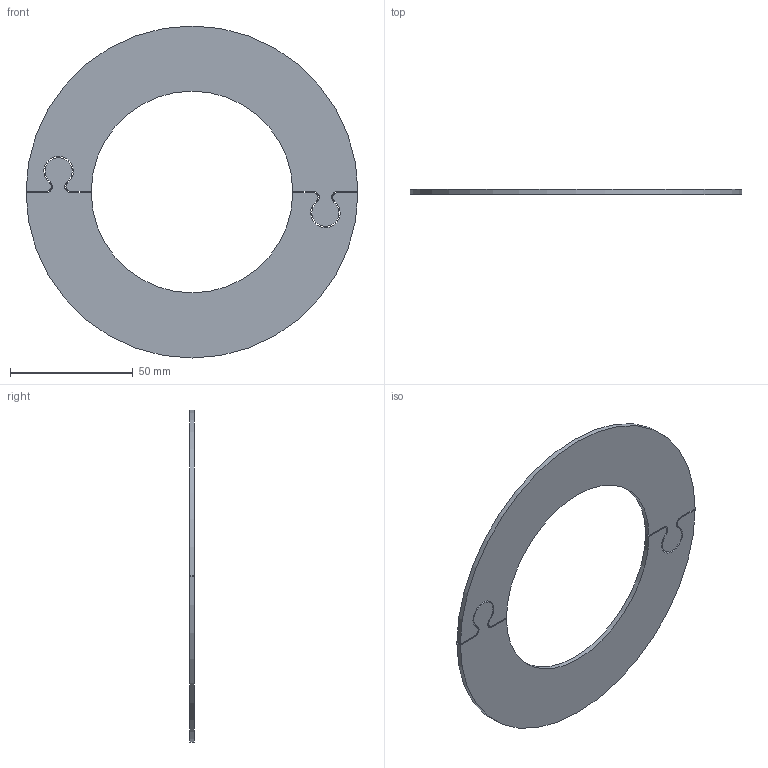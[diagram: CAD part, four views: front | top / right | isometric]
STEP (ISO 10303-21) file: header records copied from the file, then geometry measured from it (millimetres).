
FILE_DESCRIPTION (( 'STEP AP214' ), '1' );
FILE_NAME ('6290290.stp', '2016-06-29T09:46:55', ( '' ), ( '' ), 'SwSTEP 2.0', 'SolidWorks 2014', '' );
FILE_SCHEMA (( 'AUTOMOTIVE_DESIGN' ));
Length unit declared in the file: millimetre
Products named in the file (2): 6290290; 010322T1_Standard
Assembly tree (2 placements, depth 2):
  6290290
    010322T1_Standard  x2
Bounding box: 135 x 2 x 135 mm (x, y, z)
Volume: 17953.8 mm3; surface area: 19761 mm2
Topology: 2 solids, 2 shells, 30 faces, 78 edges, 52 vertices
Faces by surface type: cylinder 18, plane 12
Entity records: 545 total; most frequent: DIRECTION 97, CARTESIAN_POINT 85, ORIENTED_EDGE 78, EDGE_CURVE 39, AXIS2_PLACEMENT_3D 38, VERTEX_POINT 26, VECTOR 21, LINE 21
